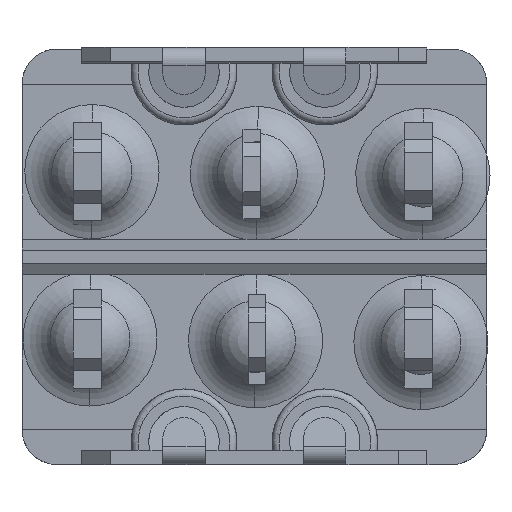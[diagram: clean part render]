
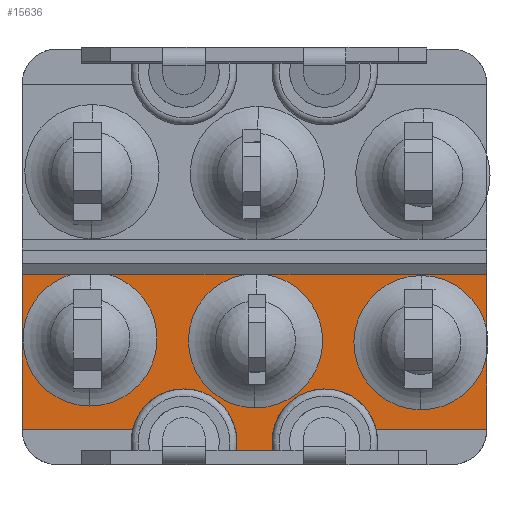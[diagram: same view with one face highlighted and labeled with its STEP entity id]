
A CAD part, front view. The second image highlights one B-rep face of the part: STEP entity #15636.
In plain terms, the highlighted planar face has unit normal (0, -1, 0).
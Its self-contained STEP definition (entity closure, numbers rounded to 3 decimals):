
#133=DIRECTION('',(1.,0.,0.));
#134=VECTOR('',#133,1.042);
#135=CARTESIAN_POINT('',(-0.521,0.35,-5.5));
#136=LINE('',#135,#134);
#493=DIRECTION('',(0.,0.,1.));
#494=VECTOR('',#493,2.093);
#495=CARTESIAN_POINT('',(6.6,0.35,-4.9));
#496=LINE('',#495,#494);
#501=DIRECTION('',(0.,0.,1.));
#502=VECTOR('',#501,1.565);
#503=CARTESIAN_POINT('',(6.6,0.35,-2.065));
#504=LINE('',#503,#502);
#922=DIRECTION('',(0.,0.,-1.));
#923=VECTOR('',#922,4.4);
#924=CARTESIAN_POINT('',(-6.6,0.35,-0.5));
#925=LINE('',#924,#923);
#981=CARTESIAN_POINT('',(4.73,0.35,-2.436));
#982=DIRECTION('',(0.,1.,0.));
#983=DIRECTION('',(-0.011,0.,-1.));
#984=AXIS2_PLACEMENT_3D('',#981,#982,#983);
#986=CARTESIAN_POINT('',(4.73,0.35,-2.436));
#987=DIRECTION('',(0.,1.,0.));
#988=DIRECTION('',(0.981,0.,-0.195));
#989=AXIS2_PLACEMENT_3D('',#986,#987,#988);
#991=DIRECTION('',(-1.,0.,0.));
#992=VECTOR('',#991,3.141);
#993=CARTESIAN_POINT('',(6.6,0.35,-4.9));
#994=LINE('',#993,#992);
#995=CARTESIAN_POINT('',(2.,0.35,-5.25));
#996=DIRECTION('',(0.,1.,0.));
#997=DIRECTION('',(-0.986,0.,-0.167));
#998=AXIS2_PLACEMENT_3D('',#995,#996,#997);
#1000=CARTESIAN_POINT('',(-2.,0.35,-5.25));
#1001=DIRECTION('',(0.,1.,0.));
#1002=DIRECTION('',(-0.972,0.,0.233));
#1003=AXIS2_PLACEMENT_3D('',#1000,#1001,#1002);
#1005=DIRECTION('',(1.,0.,0.));
#1006=VECTOR('',#1005,3.141);
#1007=CARTESIAN_POINT('',(-6.6,0.35,-4.9));
#1008=LINE('',#1007,#1006);
#1009=DIRECTION('',(1.,0.,0.));
#1010=VECTOR('',#1009,1.397);
#1011=CARTESIAN_POINT('',(-6.6,0.35,-0.5));
#1012=LINE('',#1011,#1010);
#1013=CARTESIAN_POINT('',(-4.669,0.35,-2.33));
#1014=DIRECTION('',(0.,1.,0.));
#1015=DIRECTION('',(-0.011,0.,-1.));
#1016=AXIS2_PLACEMENT_3D('',#1013,#1014,#1015);
#1018=CARTESIAN_POINT('',(-4.669,0.35,-2.33));
#1019=DIRECTION('',(0.,1.,0.));
#1020=DIRECTION('',(0.28,0.,0.96));
#1021=AXIS2_PLACEMENT_3D('',#1018,#1019,#1020);
#1023=DIRECTION('',(1.,0.,0.));
#1024=VECTOR('',#1023,3.87);
#1025=CARTESIAN_POINT('',(-4.135,0.35,-0.5));
#1026=LINE('',#1025,#1024);
#1027=CARTESIAN_POINT('',(0.031,0.35,-2.383));
#1028=DIRECTION('',(0.,1.,0.));
#1029=DIRECTION('',(-0.011,0.,-1.));
#1030=AXIS2_PLACEMENT_3D('',#1027,#1028,#1029);
#1032=CARTESIAN_POINT('',(0.031,0.35,-2.383));
#1033=DIRECTION('',(0.,1.,0.));
#1034=DIRECTION('',(0.155,0.,0.988));
#1035=AXIS2_PLACEMENT_3D('',#1032,#1033,#1034);
#1037=DIRECTION('',(1.,0.,0.));
#1038=VECTOR('',#1037,6.274);
#1039=CARTESIAN_POINT('',(0.326,0.35,-0.5));
#1040=LINE('',#1039,#1038);
#1041=CARTESIAN_POINT('',(4.73,0.35,-2.436));
#1042=DIRECTION('',(0.,1.,0.));
#1043=DIRECTION('',(0.011,0.,1.));
#1044=AXIS2_PLACEMENT_3D('',#1041,#1042,#1043);
#12347=CARTESIAN_POINT('',(-0.521,0.35,-5.5));
#12348=CARTESIAN_POINT('',(0.521,0.35,-5.5));
#12349=VERTEX_POINT('',#12347);
#12350=VERTEX_POINT('',#12348);
#12362=CARTESIAN_POINT('',(6.6,0.35,-4.9));
#12364=VERTEX_POINT('',#12362);
#12367=CARTESIAN_POINT('',(3.459,0.35,-4.9));
#12368=VERTEX_POINT('',#12367);
#12387=CARTESIAN_POINT('',(-6.6,0.35,-4.9));
#12389=VERTEX_POINT('',#12387);
#12399=CARTESIAN_POINT('',(-3.459,0.35,-4.9));
#12400=VERTEX_POINT('',#12399);
#12485=CARTESIAN_POINT('',(-6.6,0.35,-0.5));
#12486=VERTEX_POINT('',#12485);
#12489=CARTESIAN_POINT('',(6.6,0.35,-0.5));
#12490=VERTEX_POINT('',#12489);
#13623=CARTESIAN_POINT('',(-4.69,0.35,-4.236));
#13624=CARTESIAN_POINT('',(-5.203,0.35,-0.5));
#13625=VERTEX_POINT('',#13623);
#13626=VERTEX_POINT('',#13624);
#13627=CARTESIAN_POINT('',(-4.135,0.35,-0.5));
#13628=VERTEX_POINT('',#13627);
#13660=CARTESIAN_POINT('',(0.009,0.35,-4.289));
#13661=CARTESIAN_POINT('',(-0.265,0.35,-0.5));
#13662=VERTEX_POINT('',#13660);
#13663=VERTEX_POINT('',#13661);
#13664=CARTESIAN_POINT('',(0.326,0.35,-0.5));
#13665=VERTEX_POINT('',#13664);
#13703=CARTESIAN_POINT('',(6.6,0.35,-2.065));
#13704=CARTESIAN_POINT('',(6.6,0.35,-2.807));
#13705=VERTEX_POINT('',#13703);
#13706=VERTEX_POINT('',#13704);
#13707=CARTESIAN_POINT('',(4.709,0.35,-4.342));
#13708=CARTESIAN_POINT('',(4.752,0.35,-0.53));
#13709=VERTEX_POINT('',#13707);
#13710=VERTEX_POINT('',#13708);
#15602=CARTESIAN_POINT('',(0.,0.35,-2.5));
#15603=DIRECTION('',(0.,-1.,0.));
#15604=DIRECTION('',(0.,0.,-1.));
#15605=AXIS2_PLACEMENT_3D('',#15602,#15603,#15604);
#15606=PLANE('',#15605);
#15608=ORIENTED_EDGE('',*,*,#15607,.F.);
#15610=ORIENTED_EDGE('',*,*,#15609,.F.);
#15611=ORIENTED_EDGE('',*,*,#15074,.F.);
#15613=ORIENTED_EDGE('',*,*,#15612,.T.);
#15615=ORIENTED_EDGE('',*,*,#15614,.F.);
#15616=ORIENTED_EDGE('',*,*,#14697,.F.);
#15617=ORIENTED_EDGE('',*,*,#14766,.F.);
#15619=ORIENTED_EDGE('',*,*,#15618,.F.);
#15620=ORIENTED_EDGE('',*,*,#15537,.F.);
#15621=ORIENTED_EDGE('',*,*,#15565,.T.);
#15623=ORIENTED_EDGE('',*,*,#15622,.F.);
#15625=ORIENTED_EDGE('',*,*,#15624,.F.);
#15626=ORIENTED_EDGE('',*,*,#15559,.T.);
#15627=ORIENTED_EDGE('',*,*,#15582,.F.);
#15629=ORIENTED_EDGE('',*,*,#15628,.F.);
#15630=ORIENTED_EDGE('',*,*,#15570,.T.);
#15631=ORIENTED_EDGE('',*,*,#15078,.F.);
#15633=ORIENTED_EDGE('',*,*,#15632,.F.);
#15634=EDGE_LOOP('',(#15608,#15610,#15611,#15613,#15615,#15616,#15617,#15619,
#15620,#15621,#15623,#15625,#15626,#15627,#15629,#15630,#15631,#15633));
#15635=FACE_OUTER_BOUND('',#15634,.F.);
#985=CIRCLE('',#984,1.906);
#990=CIRCLE('',#989,1.906);
#999=CIRCLE('',#998,1.5);
#1004=CIRCLE('',#1003,1.5);
#1017=CIRCLE('',#1016,1.906);
#1022=CIRCLE('',#1021,1.906);
#1031=CIRCLE('',#1030,1.906);
#1036=CIRCLE('',#1035,1.906);
#1045=CIRCLE('',#1044,1.906);
#14697=EDGE_CURVE('',#12349,#12350,#136,.T.);
#14766=EDGE_CURVE('',#12400,#12349,#1004,.T.);
#15074=EDGE_CURVE('',#12364,#13706,#496,.T.);
#15078=EDGE_CURVE('',#13705,#12490,#504,.T.);
#15537=EDGE_CURVE('',#12486,#12389,#925,.T.);
#15559=EDGE_CURVE('',#13628,#13663,#1026,.T.);
#15565=EDGE_CURVE('',#12486,#13626,#1012,.T.);
#15570=EDGE_CURVE('',#13665,#12490,#1040,.T.);
#15582=EDGE_CURVE('',#13662,#13663,#1031,.T.);
#15607=EDGE_CURVE('',#13709,#13710,#985,.T.);
#15609=EDGE_CURVE('',#13706,#13709,#990,.T.);
#15612=EDGE_CURVE('',#12364,#12368,#994,.T.);
#15614=EDGE_CURVE('',#12350,#12368,#999,.T.);
#15618=EDGE_CURVE('',#12389,#12400,#1008,.T.);
#15622=EDGE_CURVE('',#13625,#13626,#1017,.T.);
#15624=EDGE_CURVE('',#13628,#13625,#1022,.T.);
#15628=EDGE_CURVE('',#13665,#13662,#1036,.T.);
#15632=EDGE_CURVE('',#13710,#13705,#1045,.T.);
#15636=ADVANCED_FACE('',(#15635),#15606,.T.);
